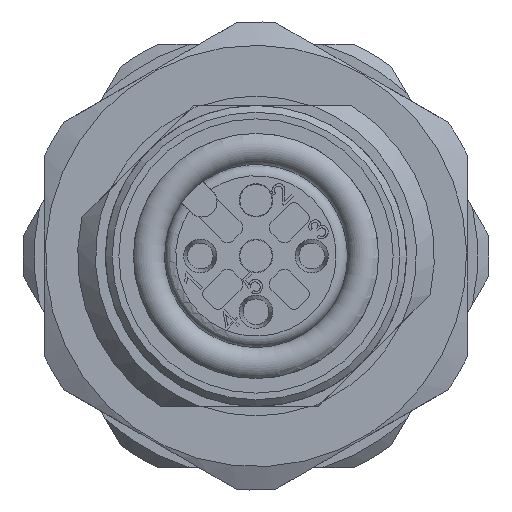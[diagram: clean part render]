
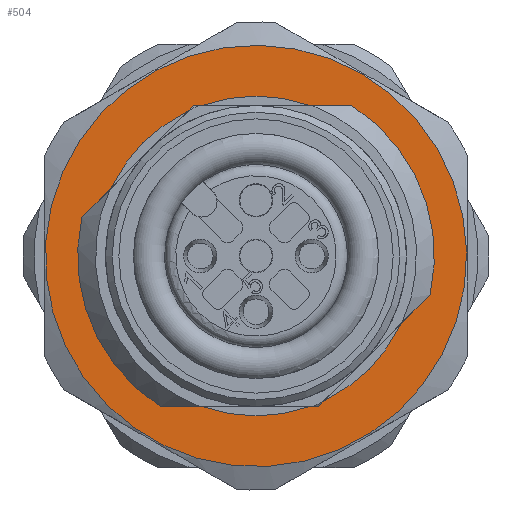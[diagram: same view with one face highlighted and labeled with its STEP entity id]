
A CAD part, front view. The second image highlights one B-rep face of the part: STEP entity #504.
In plain terms, the highlighted planar face has unit normal (0, -1, 0).
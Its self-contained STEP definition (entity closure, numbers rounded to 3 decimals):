
#274=FACE_BOUND('',#1021,.T.);
#275=FACE_BOUND('',#1022,.T.);
#382=PLANE('',#4454);
#504=ADVANCED_FACE('',(#274,#275),#382,.T.);
#1021=EDGE_LOOP('',(#2075));
#1022=EDGE_LOOP('',(#2076,#2077,#2078,#2079,#2080,#2081,#2082,#2083,#2084,
#2085,#2086,#2087,#2088,#2089));
#1320=LINE('',#6071,#1627);
#1322=LINE('',#6074,#1629);
#1328=LINE('',#6090,#1635);
#1329=LINE('',#6091,#1636);
#1335=LINE('',#6107,#1642);
#1337=LINE('',#6110,#1644);
#1342=LINE('',#6124,#1649);
#1343=LINE('',#6125,#1650);
#1627=VECTOR('',#4907,1.);
#1629=VECTOR('',#4909,1.);
#1635=VECTOR('',#4917,1.);
#1636=VECTOR('',#4918,1.);
#1642=VECTOR('',#4926,1.);
#1644=VECTOR('',#4928,1.);
#1649=VECTOR('',#4935,1.);
#1650=VECTOR('',#4936,1.);
#2075=ORIENTED_EDGE('',*,*,#3685,.F.);
#2076=ORIENTED_EDGE('',*,*,#3658,.F.);
#2077=ORIENTED_EDGE('',*,*,#3665,.F.);
#2078=ORIENTED_EDGE('',*,*,#3686,.F.);
#2079=ORIENTED_EDGE('',*,*,#3666,.F.);
#2080=ORIENTED_EDGE('',*,*,#3641,.F.);
#2081=ORIENTED_EDGE('',*,*,#3681,.T.);
#2082=ORIENTED_EDGE('',*,*,#3687,.F.);
#2083=ORIENTED_EDGE('',*,*,#3682,.T.);
#2084=ORIENTED_EDGE('',*,*,#3673,.T.);
#2085=ORIENTED_EDGE('',*,*,#3688,.F.);
#2086=ORIENTED_EDGE('',*,*,#3675,.T.);
#2087=ORIENTED_EDGE('',*,*,#3618,.F.);
#2088=ORIENTED_EDGE('',*,*,#3656,.F.);
#2089=ORIENTED_EDGE('',*,*,#3689,.F.);
#3192=VERTEX_POINT('',#5963);
#3194=VERTEX_POINT('',#5966);
#3209=VERTEX_POINT('',#6028);
#3210=VERTEX_POINT('',#6030);
#3219=VERTEX_POINT('',#6070);
#3220=VERTEX_POINT('',#6073);
#3221=VERTEX_POINT('',#6075);
#3225=VERTEX_POINT('',#6089);
#3226=VERTEX_POINT('',#6092);
#3230=VERTEX_POINT('',#6106);
#3231=VERTEX_POINT('',#6108);
#3232=VERTEX_POINT('',#6111);
#3235=VERTEX_POINT('',#6123);
#3236=VERTEX_POINT('',#6126);
#3238=VERTEX_POINT('',#6132);
#3618=EDGE_CURVE('',#3192,#3194,#4225,.T.);
#3641=EDGE_CURVE('',#3209,#3210,#4234,.T.);
#3656=EDGE_CURVE('',#3219,#3192,#1320,.T.);
#3658=EDGE_CURVE('',#3220,#3221,#1322,.T.);
#3665=EDGE_CURVE('',#3225,#3220,#1328,.T.);
#3666=EDGE_CURVE('',#3210,#3226,#1329,.T.);
#3673=EDGE_CURVE('',#3231,#3230,#1335,.T.);
#3675=EDGE_CURVE('',#3232,#3194,#1337,.T.);
#3681=EDGE_CURVE('',#3209,#3235,#1342,.T.);
#3682=EDGE_CURVE('',#3236,#3231,#1343,.T.);
#3685=EDGE_CURVE('',#3238,#3238,#4241,.T.);
#3686=EDGE_CURVE('',#3226,#3225,#4242,.T.);
#3687=EDGE_CURVE('',#3236,#3235,#4243,.T.);
#3688=EDGE_CURVE('',#3232,#3230,#4244,.T.);
#3689=EDGE_CURVE('',#3221,#3219,#4245,.T.);
#4225=CIRCLE('',#4414,8.);
#4234=CIRCLE('',#4430,8.);
#4241=CIRCLE('',#4449,9.45);
#4242=CIRCLE('',#4450,7.172);
#4243=CIRCLE('',#4451,7.172);
#4244=CIRCLE('',#4452,7.172);
#4245=CIRCLE('',#4453,7.172);
#4414=AXIS2_PLACEMENT_3D('',#5965,#4832,#4833);
#4430=AXIS2_PLACEMENT_3D('',#6029,#4872,#4873);
#4449=AXIS2_PLACEMENT_3D('',#6131,#4941,#4942);
#4450=AXIS2_PLACEMENT_3D('',#6133,#4943,#4944);
#4451=AXIS2_PLACEMENT_3D('',#6134,#4945,#4946);
#4452=AXIS2_PLACEMENT_3D('',#6135,#4947,#4948);
#4453=AXIS2_PLACEMENT_3D('',#6136,#4949,#4950);
#4454=AXIS2_PLACEMENT_3D('',#6137,#4951,#4952);
#4832=DIRECTION('',(0.,-1.,0.));
#4833=DIRECTION('',(0.,0.,1.));
#4872=DIRECTION('',(0.,-1.,0.));
#4873=DIRECTION('',(0.,0.,1.));
#4907=DIRECTION('',(-0.707,0.,-0.707));
#4909=DIRECTION('',(-0.707,0.,-0.707));
#4917=DIRECTION('',(-1.,0.,0.));
#4918=DIRECTION('',(-1.,0.,0.));
#4926=DIRECTION('',(-1.,0.,0.));
#4928=DIRECTION('',(-1.,0.,0.));
#4935=DIRECTION('',(-0.707,0.,-0.707));
#4936=DIRECTION('',(-0.707,0.,-0.707));
#4941=DIRECTION('',(0.,1.,0.));
#4942=DIRECTION('',(0.5,0.,0.866));
#4943=DIRECTION('',(0.,-1.,0.));
#4944=DIRECTION('',(-0.5,0.,-0.866));
#4945=DIRECTION('',(0.,-1.,0.));
#4946=DIRECTION('',(-0.5,0.,-0.866));
#4947=DIRECTION('',(0.,-1.,0.));
#4948=DIRECTION('',(-0.5,0.,-0.866));
#4949=DIRECTION('',(0.,-1.,0.));
#4950=DIRECTION('',(-0.5,0.,-0.866));
#4951=DIRECTION('',(0.,-1.,0.));
#4952=DIRECTION('',(0.5,0.,0.866));
#5963=CARTESIAN_POINT('',(7.941,-6.25,1.737));
#5965=CARTESIAN_POINT('',(15.75,-6.25,0.));
#5966=CARTESIAN_POINT('',(11.456,-6.25,-6.75));
#6028=CARTESIAN_POINT('',(23.559,-6.25,-1.737));
#6029=CARTESIAN_POINT('',(15.75,-6.25,0.));
#6030=CARTESIAN_POINT('',(20.044,-6.25,6.75));
#6070=CARTESIAN_POINT('',(9.263,-6.25,3.059));
#6071=CARTESIAN_POINT('',(6.915,-6.25,0.711));
#6073=CARTESIAN_POINT('',(12.954,-6.25,6.75));
#6074=CARTESIAN_POINT('',(6.915,-6.25,0.711));
#6075=CARTESIAN_POINT('',(12.691,-6.25,6.487));
#6089=CARTESIAN_POINT('',(13.326,-6.25,6.75));
#6090=CARTESIAN_POINT('',(12.954,-6.25,6.75));
#6091=CARTESIAN_POINT('',(12.954,-6.25,6.75));
#6092=CARTESIAN_POINT('',(18.174,-6.25,6.75));
#6106=CARTESIAN_POINT('',(18.174,-6.25,-6.75));
#6107=CARTESIAN_POINT('',(10.006,-6.25,-6.75));
#6108=CARTESIAN_POINT('',(18.546,-6.25,-6.75));
#6110=CARTESIAN_POINT('',(10.006,-6.25,-6.75));
#6111=CARTESIAN_POINT('',(13.326,-6.25,-6.75));
#6123=CARTESIAN_POINT('',(22.237,-6.25,-3.059));
#6124=CARTESIAN_POINT('',(18.546,-6.25,-6.75));
#6125=CARTESIAN_POINT('',(18.546,-6.25,-6.75));
#6126=CARTESIAN_POINT('',(18.809,-6.25,-6.487));
#6131=CARTESIAN_POINT('',(15.75,-6.25,0.));
#6132=CARTESIAN_POINT('',(20.475,-6.25,8.184));
#6133=CARTESIAN_POINT('',(15.75,-6.25,0.));
#6134=CARTESIAN_POINT('',(15.75,-6.25,0.));
#6135=CARTESIAN_POINT('',(15.75,-6.25,0.));
#6136=CARTESIAN_POINT('',(15.75,-6.25,0.));
#6137=CARTESIAN_POINT('',(15.75,-6.25,0.));
